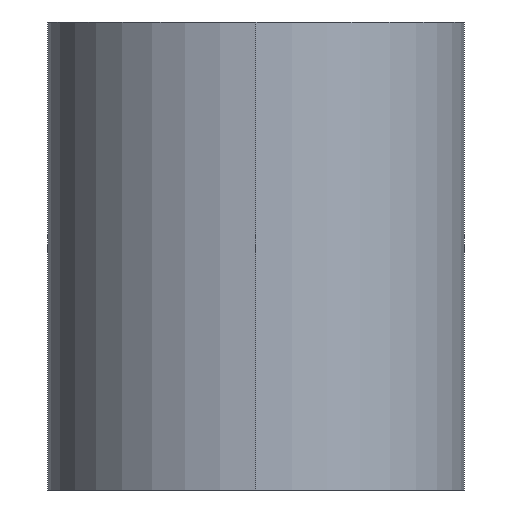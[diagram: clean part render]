
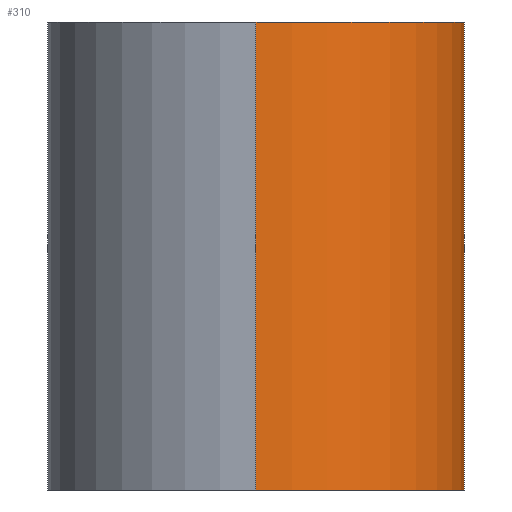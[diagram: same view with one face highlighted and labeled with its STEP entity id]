
A CAD part, left-side view. The second image highlights one B-rep face of the part: STEP entity #310.
In plain terms, the highlighted cylindrical face has radius 24.5 mm (diameter 49 mm), a partial arc.
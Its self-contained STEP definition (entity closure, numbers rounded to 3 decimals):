
#11 = FACE_OUTER_BOUND ( 'NONE', #137, .T. ) ;
#44 = LINE ( 'NONE', #390, #591 ) ;
#61 = DIRECTION ( 'NONE',  ( 0., 0., -1. ) ) ;
#72 = CARTESIAN_POINT ( 'NONE',  ( 0., 0., 0. ) ) ;
#75 = VERTEX_POINT ( 'NONE', #631 ) ;
#76 = VECTOR ( 'NONE', #61, 1000. ) ;
#81 = CARTESIAN_POINT ( 'NONE',  ( 0., -24.5, -27.5 ) ) ;
#103 = DIRECTION ( 'NONE',  ( 0., 0., -1. ) ) ;
#108 = VERTEX_POINT ( 'NONE', #81 ) ;
#137 = EDGE_LOOP ( 'NONE', ( #530, #245, #538, #194 ) ) ;
#194 = ORIENTED_EDGE ( 'NONE', *, *, #619, .F. ) ;
#197 = AXIS2_PLACEMENT_3D ( 'NONE', #385, #373, #236 ) ;
#204 = DIRECTION ( 'NONE',  ( 0., 0., -1. ) ) ;
#207 = LINE ( 'NONE', #414, #76 ) ;
#233 = CARTESIAN_POINT ( 'NONE',  ( -24.5, 0., 27.5 ) ) ;
#236 = DIRECTION ( 'NONE',  ( 0., -1., 0. ) ) ;
#245 = ORIENTED_EDGE ( 'NONE', *, *, #407, .T. ) ;
#264 = DIRECTION ( 'NONE',  ( 0., -1., 0. ) ) ;
#297 = EDGE_CURVE ( 'NONE', #108, #75, #603, .T. ) ;
#310 = ADVANCED_FACE ( 'NONE', ( #11 ), #416, .T. ) ;
#317 = AXIS2_PLACEMENT_3D ( 'NONE', #72, #204, #513 ) ;
#330 = CARTESIAN_POINT ( 'NONE',  ( 0., -24.5, 27.5 ) ) ;
#359 = AXIS2_PLACEMENT_3D ( 'NONE', #408, #418, #264 ) ;
#373 = DIRECTION ( 'NONE',  ( 0., 0., -1. ) ) ;
#385 = CARTESIAN_POINT ( 'NONE',  ( 0., 0., 27.5 ) ) ;
#390 = CARTESIAN_POINT ( 'NONE',  ( 0., -24.5, -27.5 ) ) ;
#407 = EDGE_CURVE ( 'NONE', #593, #75, #207, .T. ) ;
#408 = CARTESIAN_POINT ( 'NONE',  ( 0., 0., -27.5 ) ) ;
#414 = CARTESIAN_POINT ( 'NONE',  ( -24.5, 0., 0. ) ) ;
#416 = CYLINDRICAL_SURFACE ( 'NONE', #317, 24.5 ) ;
#418 = DIRECTION ( 'NONE',  ( 0., 0., -1. ) ) ;
#425 = VERTEX_POINT ( 'NONE', #330 ) ;
#513 = DIRECTION ( 'NONE',  ( -1., 0., 0. ) ) ;
#522 = EDGE_CURVE ( 'NONE', #425, #593, #571, .T. ) ;
#530 = ORIENTED_EDGE ( 'NONE', *, *, #522, .T. ) ;
#538 = ORIENTED_EDGE ( 'NONE', *, *, #297, .F. ) ;
#571 = CIRCLE ( 'NONE', #197, 24.5 ) ;
#591 = VECTOR ( 'NONE', #103, 1000. ) ;
#593 = VERTEX_POINT ( 'NONE', #233 ) ;
#603 = CIRCLE ( 'NONE', #359, 24.5 ) ;
#619 = EDGE_CURVE ( 'NONE', #425, #108, #44, .T. ) ;
#631 = CARTESIAN_POINT ( 'NONE',  ( -24.5, 0., -27.5 ) ) ;
